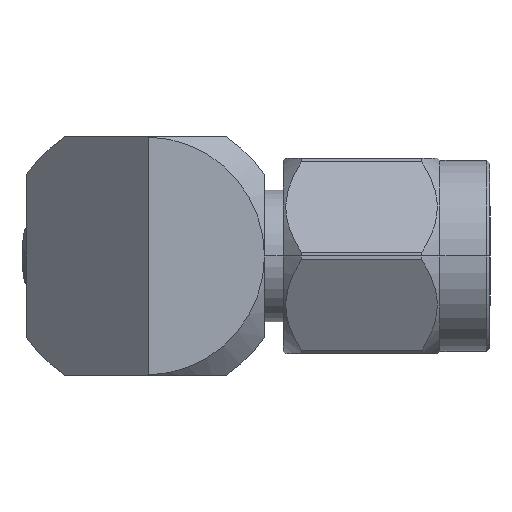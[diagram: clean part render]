
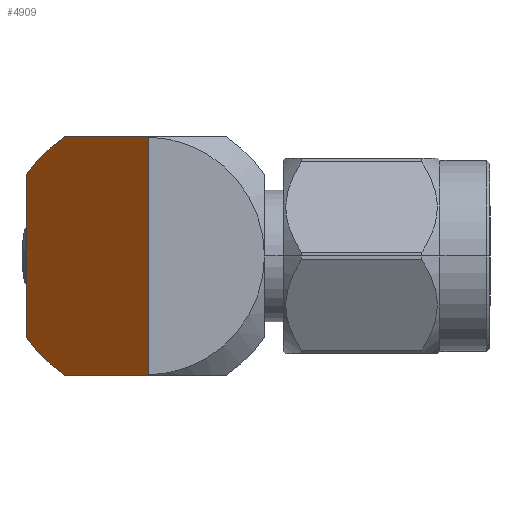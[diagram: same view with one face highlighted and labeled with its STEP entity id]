
A CAD part, left-side view. The second image highlights one B-rep face of the part: STEP entity #4909.
In plain terms, the highlighted planar face has unit normal (-0.707, 0.707, 0).
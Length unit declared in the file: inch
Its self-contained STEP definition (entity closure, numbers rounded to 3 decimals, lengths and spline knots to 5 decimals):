
#17 =( BOUNDED_CURVE ( )  B_SPLINE_CURVE ( 3, ( #2595, #3391, #2513, #2031 ),
 .UNSPECIFIED., .F., .T. ) 
 B_SPLINE_CURVE_WITH_KNOTS ( ( 4, 4 ),
 ( 0.59867, 0.97213 ),
 .UNSPECIFIED. ) 
 CURVE ( )  GEOMETRIC_REPRESENTATION_ITEM ( )  RATIONAL_B_SPLINE_CURVE ( ( 1., 0.988, 0.988, 1. ) ) 
 REPRESENTATION_ITEM ( '' )  );
#215 = CARTESIAN_POINT ( 'NONE',  ( -1.22, -0.005, -0.19 ) ) ;
#462 = ORIENTED_EDGE ( 'NONE', *, *, #2174, .F. ) ;
#587 =( BOUNDED_CURVE ( )  B_SPLINE_CURVE ( 3, ( #902, #5056, #4227, #4663 ),
 .UNSPECIFIED., .F., .T. ) 
 B_SPLINE_CURVE_WITH_KNOTS ( ( 4, 4 ),
 ( 5.31106, 5.68452 ),
 .UNSPECIFIED. ) 
 CURVE ( )  GEOMETRIC_REPRESENTATION_ITEM ( )  RATIONAL_B_SPLINE_CURVE ( ( 1., 0.988, 0.988, 1. ) ) 
 REPRESENTATION_ITEM ( '' )  );
#629 = LINE ( 'NONE', #715, #4494 ) ;
#638 = DIRECTION ( 'NONE',  ( 0.707, 0.707, 0. ) ) ;
#715 = CARTESIAN_POINT ( 'NONE',  ( -1.22, -0.005, -0.19 ) ) ;
#767 = CARTESIAN_POINT ( 'NONE',  ( -1.22, -0.005, -0.18993 ) ) ;
#774 = CARTESIAN_POINT ( 'NONE',  ( -1.21997, -0.00497, 0.18996 ) ) ;
#785 = CARTESIAN_POINT ( 'NONE',  ( -1.22, -0.005, 0.19 ) ) ;
#902 = CARTESIAN_POINT ( 'NONE',  ( -1.08539, 0.12961, 0.19 ) ) ;
#915 =( BOUNDED_CURVE ( )  B_SPLINE_CURVE ( 3, ( #5394, #4566, #774, #4156 ),
 .UNSPECIFIED., .F., .T. ) 
 B_SPLINE_CURVE_WITH_KNOTS ( ( 4, 4 ),
 ( 2.58037, 2.58058 ),
 .UNSPECIFIED. ) 
 CURVE ( )  GEOMETRIC_REPRESENTATION_ITEM ( )  RATIONAL_B_SPLINE_CURVE ( ( 1., 1., 1., 1. ) ) 
 REPRESENTATION_ITEM ( '' )  );
#1106 = LINE ( 'NONE', #2351, #5464 ) ;
#1205 = VERTEX_POINT ( 'NONE', #1484 ) ;
#1389 = CARTESIAN_POINT ( 'NONE',  ( -1.025, 0.19, -0.12961 ) ) ;
#1394 = VECTOR ( 'NONE', #638, 39.37008 ) ;
#1484 = CARTESIAN_POINT ( 'NONE',  ( -1.21992, -0.00492, 0.19 ) ) ;
#1681 = CARTESIAN_POINT ( 'NONE',  ( -1.21992, -0.00492, -0.19 ) ) ;
#1751 = LINE ( 'NONE', #785, #4747 ) ;
#1830 = ORIENTED_EDGE ( 'NONE', *, *, #2903, .F. ) ;
#2011 = AXIS2_PLACEMENT_3D ( 'NONE', #2404, #4005, #3625 ) ;
#2031 = CARTESIAN_POINT ( 'NONE',  ( -1.08539, 0.12961, -0.19 ) ) ;
#2174 = EDGE_CURVE ( 'NONE', #2188, #3308, #3424, .T. ) ;
#2188 = VERTEX_POINT ( 'NONE', #4590 ) ;
#2351 = CARTESIAN_POINT ( 'NONE',  ( -1.025, 0.19, -0.19 ) ) ;
#2404 = CARTESIAN_POINT ( 'NONE',  ( -1.22, -0.005, -0.19 ) ) ;
#2412 = ORIENTED_EDGE ( 'NONE', *, *, #5125, .T. ) ;
#2513 = CARTESIAN_POINT ( 'NONE',  ( -1.06159, 0.15341, -0.17377 ) ) ;
#2535 = ORIENTED_EDGE ( 'NONE', *, *, #4177, .T. ) ;
#2591 = DIRECTION ( 'NONE',  ( 0.707, 0.707, 0. ) ) ;
#2594 = ORIENTED_EDGE ( 'NONE', *, *, #4955, .T. ) ;
#2595 = CARTESIAN_POINT ( 'NONE',  ( -1.025, 0.19, -0.12961 ) ) ;
#2601 = CARTESIAN_POINT ( 'NONE',  ( -1.22, -0.005, 0.18993 ) ) ;
#2679 = VERTEX_POINT ( 'NONE', #2601 ) ;
#2803 = DIRECTION ( 'NONE',  ( 0., 0., 1. ) ) ;
#2903 = EDGE_CURVE ( 'NONE', #3395, #4010, #1106, .T. ) ;
#3060 = CARTESIAN_POINT ( 'NONE',  ( -1.21992, -0.00492, -0.19 ) ) ;
#3196 = EDGE_CURVE ( 'NONE', #3395, #4916, #17, .T. ) ;
#3207 = FACE_OUTER_BOUND ( 'NONE', #4052, .T. ) ;
#3308 = VERTEX_POINT ( 'NONE', #3060 ) ;
#3391 = CARTESIAN_POINT ( 'NONE',  ( -1.04123, 0.17377, -0.15341 ) ) ;
#3395 = VERTEX_POINT ( 'NONE', #1389 ) ;
#3424 =( BOUNDED_CURVE ( )  B_SPLINE_CURVE ( 3, ( #767, #5470, #4149, #1681 ),
 .UNSPECIFIED., .F., .T. ) 
 B_SPLINE_CURVE_WITH_KNOTS ( ( 4, 4 ),
 ( 3.7026, 3.70282 ),
 .UNSPECIFIED. ) 
 CURVE ( )  GEOMETRIC_REPRESENTATION_ITEM ( )  RATIONAL_B_SPLINE_CURVE ( ( 1., 1., 1., 1. ) ) 
 REPRESENTATION_ITEM ( '' )  );
#3567 = PLANE ( 'NONE',  #2011 ) ;
#3625 = DIRECTION ( 'NONE',  ( 0.707, 0.707, 0. ) ) ;
#4005 = DIRECTION ( 'NONE',  ( 0.707, -0.707, 0. ) ) ;
#4010 = VERTEX_POINT ( 'NONE', #4987 ) ;
#4052 = EDGE_LOOP ( 'NONE', ( #4729, #2535, #2412, #1830, #4127, #4570, #462, #2594 ) ) ;
#4065 = DIRECTION ( 'NONE',  ( 0., 0., 1. ) ) ;
#4127 = ORIENTED_EDGE ( 'NONE', *, *, #3196, .T. ) ;
#4149 = CARTESIAN_POINT ( 'NONE',  ( -1.21995, -0.00495, -0.18998 ) ) ;
#4156 = CARTESIAN_POINT ( 'NONE',  ( -1.22, -0.005, 0.18993 ) ) ;
#4177 = EDGE_CURVE ( 'NONE', #1205, #5320, #1751, .T. ) ;
#4227 = CARTESIAN_POINT ( 'NONE',  ( -1.04123, 0.17377, 0.15341 ) ) ;
#4433 = LINE ( 'NONE', #215, #1394 ) ;
#4440 = EDGE_CURVE ( 'NONE', #1205, #2679, #915, .T. ) ;
#4494 = VECTOR ( 'NONE', #4065, 39.37008 ) ;
#4541 = EDGE_CURVE ( 'NONE', #3308, #4916, #4433, .T. ) ;
#4566 = CARTESIAN_POINT ( 'NONE',  ( -1.21995, -0.00495, 0.18998 ) ) ;
#4570 = ORIENTED_EDGE ( 'NONE', *, *, #4541, .F. ) ;
#4590 = CARTESIAN_POINT ( 'NONE',  ( -1.22, -0.005, -0.18993 ) ) ;
#4663 = CARTESIAN_POINT ( 'NONE',  ( -1.025, 0.19, 0.12961 ) ) ;
#4729 = ORIENTED_EDGE ( 'NONE', *, *, #4440, .F. ) ;
#4747 = VECTOR ( 'NONE', #2591, 39.37008 ) ;
#4849 = CARTESIAN_POINT ( 'NONE',  ( -1.08539, 0.12961, 0.19 ) ) ;
#4909 = ADVANCED_FACE ( 'NONE', ( #3207 ), #3567, .F. ) ;
#4916 = VERTEX_POINT ( 'NONE', #5258 ) ;
#4955 = EDGE_CURVE ( 'NONE', #2188, #2679, #629, .T. ) ;
#4987 = CARTESIAN_POINT ( 'NONE',  ( -1.025, 0.19, 0.12961 ) ) ;
#5056 = CARTESIAN_POINT ( 'NONE',  ( -1.06159, 0.15341, 0.17377 ) ) ;
#5125 = EDGE_CURVE ( 'NONE', #5320, #4010, #587, .T. ) ;
#5258 = CARTESIAN_POINT ( 'NONE',  ( -1.08539, 0.12961, -0.19 ) ) ;
#5320 = VERTEX_POINT ( 'NONE', #4849 ) ;
#5394 = CARTESIAN_POINT ( 'NONE',  ( -1.21992, -0.00492, 0.19 ) ) ;
#5464 = VECTOR ( 'NONE', #2803, 39.37008 ) ;
#5470 = CARTESIAN_POINT ( 'NONE',  ( -1.21997, -0.00497, -0.18996 ) ) ;
